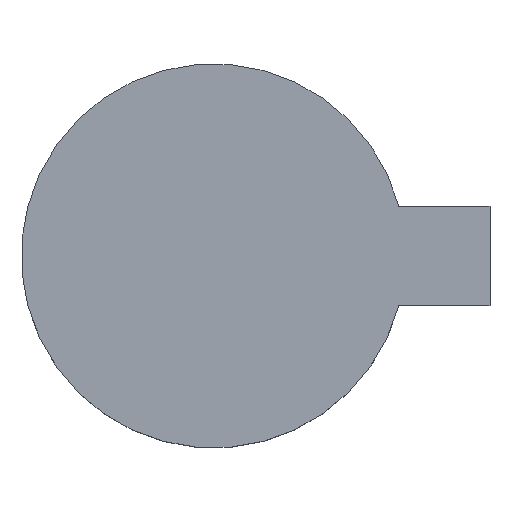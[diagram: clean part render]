
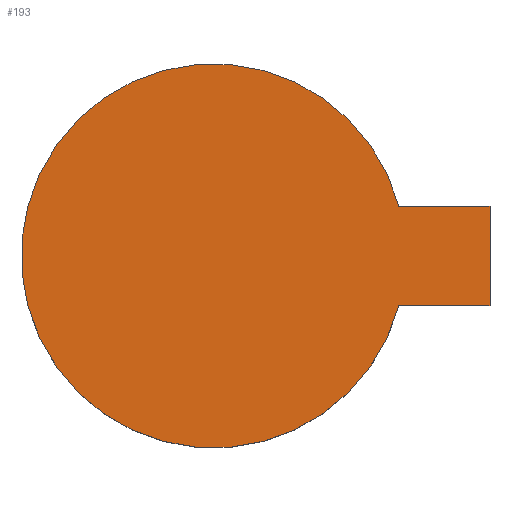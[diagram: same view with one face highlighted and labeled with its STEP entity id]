
A CAD part, top view. The second image highlights one B-rep face of the part: STEP entity #193.
In plain terms, the highlighted planar face has unit normal (0, 0, 1).
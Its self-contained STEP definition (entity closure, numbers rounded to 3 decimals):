
#193=ADVANCED_FACE('',(#311),#313,.T.);
#311=FACE_BOUND('',#312,.T.);
#312=EDGE_LOOP('',(#386,#387,#388,#389));
#313=PLANE('',#314);
#314=AXIS2_PLACEMENT_3D('',#315,#316,#317);
#315=CARTESIAN_POINT('',(0.,0.,6.45));
#316=DIRECTION('',(0.,0.,1.));
#317=DIRECTION('',(1.,0.,0.));
#386=ORIENTED_EDGE('',*,*,#425,.T.);
#387=ORIENTED_EDGE('',*,*,#423,.T.);
#388=ORIENTED_EDGE('',*,*,#421,.T.);
#389=ORIENTED_EDGE('',*,*,#419,.T.);
#419=EDGE_CURVE('',#476,#474,#477,.T.);
#421=EDGE_CURVE('',#479,#476,#480,.T.);
#423=EDGE_CURVE('',#482,#479,#483,.T.);
#425=EDGE_CURVE('',#474,#482,#485,.T.);
#474=VERTEX_POINT('',#591);
#476=VERTEX_POINT('',#595);
#477=LINE('',#596,#597);
#479=VERTEX_POINT('',#602);
#480=LINE('',#603,#604);
#482=VERTEX_POINT('',#609);
#483=CIRCLE('',#610,11.6);
#485=LINE('',#617,#618);
#591=CARTESIAN_POINT('',(22.81,3.,6.45));
#595=CARTESIAN_POINT('',(22.81,-3.,6.45));
#596=CARTESIAN_POINT('',(22.81,-3.,6.45));
#597=VECTOR('',#598,1.);
#598=DIRECTION('',(0.,1.,0.));
#602=CARTESIAN_POINT('',(17.305,-3.,6.45));
#603=CARTESIAN_POINT('',(17.305,-3.,6.45));
#604=VECTOR('',#605,1.);
#605=DIRECTION('',(1.,0.,0.));
#609=CARTESIAN_POINT('',(17.305,3.,6.45));
#610=AXIS2_PLACEMENT_3D('',#611,#612,#613);
#611=CARTESIAN_POINT('',(6.1,0.,6.45));
#612=DIRECTION('',(0.,0.,1.));
#613=DIRECTION('',(0.966,0.259,0.));
#617=CARTESIAN_POINT('',(22.81,3.,6.45));
#618=VECTOR('',#619,1.);
#619=DIRECTION('',(-1.,0.,0.));
